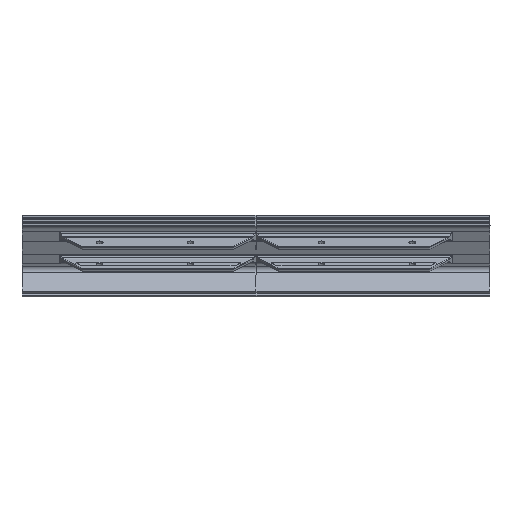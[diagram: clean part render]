
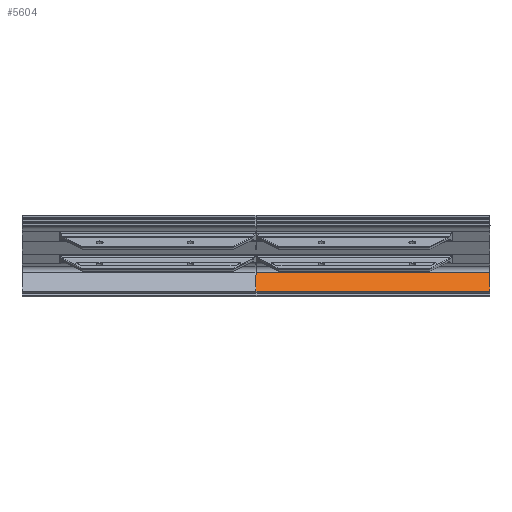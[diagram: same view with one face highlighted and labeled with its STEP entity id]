
A CAD part, left-side view. The second image highlights one B-rep face of the part: STEP entity #5604.
In plain terms, the highlighted planar face has unit normal (-0.866, 0, 0.5).
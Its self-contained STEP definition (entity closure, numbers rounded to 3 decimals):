
#636=FACE_OUTER_BOUND('',#982,.T.);
#982=EDGE_LOOP('',(#4200,#4201,#4202,#4203));
#1281=LINE('',#8421,#1811);
#1306=LINE('',#8485,#1836);
#1403=LINE('',#9296,#1933);
#1404=LINE('',#9297,#1934);
#1811=VECTOR('',#6661,10.);
#1836=VECTOR('',#6730,10.);
#1933=VECTOR('',#7133,10.);
#1934=VECTOR('',#7134,10.);
#2336=VERTEX_POINT('',#8418);
#2337=VERTEX_POINT('',#8420);
#2350=VERTEX_POINT('',#8483);
#2466=VERTEX_POINT('',#9295);
#2872=EDGE_CURVE('',#2336,#2337,#1281,.T.);
#2903=EDGE_CURVE('',#2350,#2336,#1306,.T.);
#3098=EDGE_CURVE('',#2466,#2350,#1403,.T.);
#3099=EDGE_CURVE('',#2337,#2466,#1404,.T.);
#4200=ORIENTED_EDGE('',*,*,#2872,.F.);
#4201=ORIENTED_EDGE('',*,*,#2903,.F.);
#4202=ORIENTED_EDGE('',*,*,#3098,.F.);
#4203=ORIENTED_EDGE('',*,*,#3099,.F.);
#5350=PLANE('',#6095);
#5604=ADVANCED_FACE('',(#636),#5350,.T.);
#6095=AXIS2_PLACEMENT_3D('',#9294,#7131,#7132);
#6661=DIRECTION('',(-0.5,0.,-0.866));
#6730=DIRECTION('',(0.,-1.,0.));
#7131=DIRECTION('center_axis',(-0.866,0.,
0.5));
#7132=DIRECTION('ref_axis',(0.5,0.,0.866));
#7133=DIRECTION('',(0.5,0.,0.866));
#7134=DIRECTION('',(0.,1.,0.));
#8418=CARTESIAN_POINT('',(23.005,183.447,143.265));
#8420=CARTESIAN_POINT('',(13.204,183.447,126.289));
#8421=CARTESIAN_POINT('',(19.295,183.447,136.839));
#8483=CARTESIAN_POINT('',(23.005,394.547,143.265));
#8485=CARTESIAN_POINT('',(23.005,183.294,143.265));
#9294=CARTESIAN_POINT('Origin',(13.204,183.294,126.289));
#9295=CARTESIAN_POINT('',(13.204,394.547,126.289));
#9296=CARTESIAN_POINT('',(18.612,394.547,135.655));
#9297=CARTESIAN_POINT('',(13.204,183.294,126.289));
